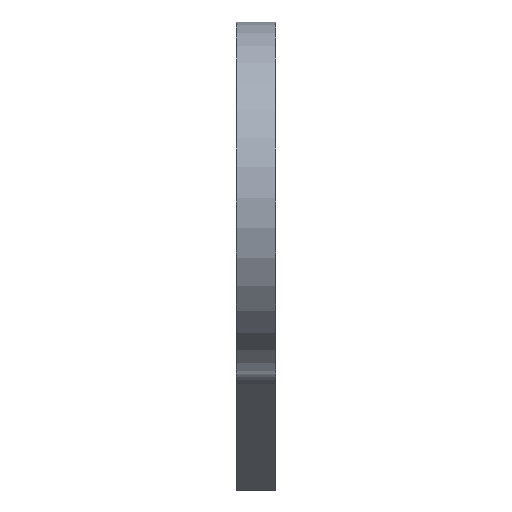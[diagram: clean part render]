
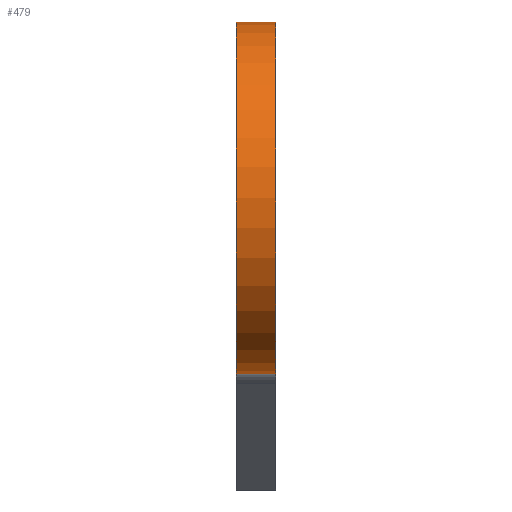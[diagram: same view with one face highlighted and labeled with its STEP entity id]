
A CAD part, left-side view. The second image highlights one B-rep face of the part: STEP entity #479.
In plain terms, the highlighted cylindrical face has radius 45 mm (diameter 90 mm), a partial arc.
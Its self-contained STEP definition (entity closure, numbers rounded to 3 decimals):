
#64 = LINE ( 'NONE', #324, #643 ) ;
#74 = CIRCLE ( 'NONE', #183, 45. ) ;
#83 = ORIENTED_EDGE ( 'NONE', *, *, #662, .T. ) ;
#110 = CARTESIAN_POINT ( 'NONE',  ( 0., 0., 45. ) ) ;
#120 = VERTEX_POINT ( 'NONE', #223 ) ;
#139 = CARTESIAN_POINT ( 'NONE',  ( 0., 10., 45. ) ) ;
#183 = AXIS2_PLACEMENT_3D ( 'NONE', #770, #217, #203 ) ;
#194 = DIRECTION ( 'NONE',  ( 0., -1., 0. ) ) ;
#197 = VERTEX_POINT ( 'NONE', #110 ) ;
#201 = CARTESIAN_POINT ( 'NONE',  ( 0., 10., 0. ) ) ;
#203 = DIRECTION ( 'NONE',  ( 0., 0., 1. ) ) ;
#204 = DIRECTION ( 'NONE',  ( 0., -1., 0. ) ) ;
#208 = AXIS2_PLACEMENT_3D ( 'NONE', #604, #194, #527 ) ;
#217 = DIRECTION ( 'NONE',  ( 0., 1., 0. ) ) ;
#223 = CARTESIAN_POINT ( 'NONE',  ( 0., 0., -45. ) ) ;
#262 = DIRECTION ( 'NONE',  ( 0., 1., 0. ) ) ;
#307 = DIRECTION ( 'NONE',  ( 0., -1., 0. ) ) ;
#312 = LINE ( 'NONE', #591, #442 ) ;
#324 = CARTESIAN_POINT ( 'NONE',  ( 0., 10., 45. ) ) ;
#354 = VERTEX_POINT ( 'NONE', #544 ) ;
#366 = ORIENTED_EDGE ( 'NONE', *, *, #436, .F. ) ;
#397 = EDGE_CURVE ( 'NONE', #354, #679, #673, .T. ) ;
#436 = EDGE_CURVE ( 'NONE', #679, #197, #64, .T. ) ;
#442 = VECTOR ( 'NONE', #307, 1000. ) ;
#445 = FACE_OUTER_BOUND ( 'NONE', #734, .T. ) ;
#479 = ADVANCED_FACE ( 'NONE', ( #445 ), #811, .T. ) ;
#485 = EDGE_CURVE ( 'NONE', #354, #120, #312, .T. ) ;
#526 = ORIENTED_EDGE ( 'NONE', *, *, #397, .F. ) ;
#527 = DIRECTION ( 'NONE',  ( 0., 0., -1. ) ) ;
#544 = CARTESIAN_POINT ( 'NONE',  ( 0., 10., -45. ) ) ;
#555 = DIRECTION ( 'NONE',  ( 0., 0., 1. ) ) ;
#591 = CARTESIAN_POINT ( 'NONE',  ( 0., 10., -45. ) ) ;
#604 = CARTESIAN_POINT ( 'NONE',  ( 0., 10., 0. ) ) ;
#643 = VECTOR ( 'NONE', #204, 1000. ) ;
#662 = EDGE_CURVE ( 'NONE', #120, #197, #74, .T. ) ;
#673 = CIRCLE ( 'NONE', #755, 45. ) ;
#679 = VERTEX_POINT ( 'NONE', #139 ) ;
#734 = EDGE_LOOP ( 'NONE', ( #83, #366, #526, #762 ) ) ;
#755 = AXIS2_PLACEMENT_3D ( 'NONE', #201, #262, #555 ) ;
#762 = ORIENTED_EDGE ( 'NONE', *, *, #485, .T. ) ;
#770 = CARTESIAN_POINT ( 'NONE',  ( 0., 0., 0. ) ) ;
#811 = CYLINDRICAL_SURFACE ( 'NONE', #208, 45. ) ;
